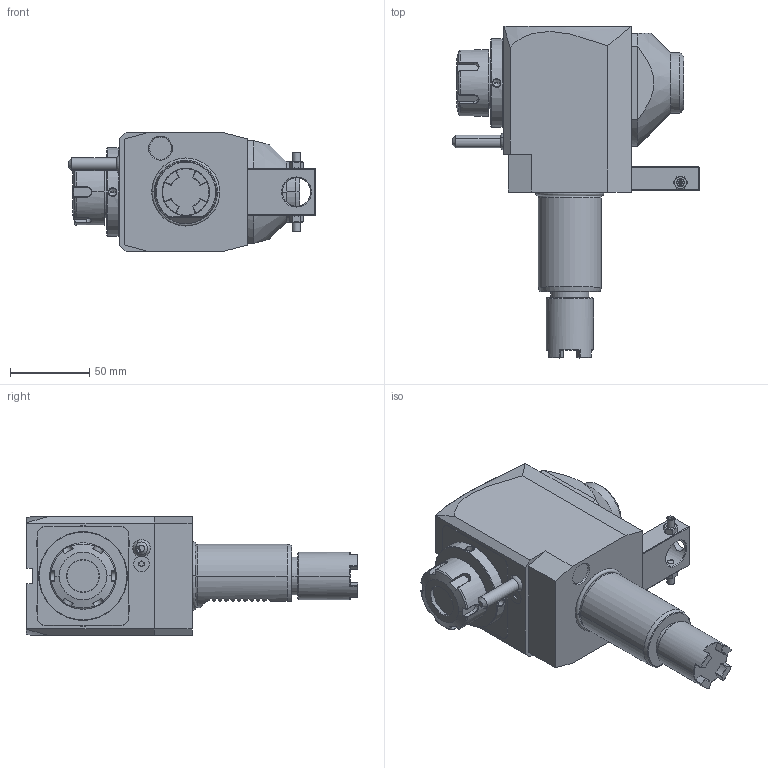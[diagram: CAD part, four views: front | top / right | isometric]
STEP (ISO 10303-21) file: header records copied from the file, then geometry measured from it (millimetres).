
FILE_DESCRIPTION((''),'2;1');
FILE_NAME('NGT1_40_251_25_3_2_69A','2022-02-15T',('vali'),('NOVA GRUP'),'PRO/ENGINEER BY PARAMETRIC TECHNOLOGY CORPORATION, 2010280','PRO/ENGINEER BY PARAMETRIC TECHNOLOGY CORPORATION, 2010280','');
FILE_SCHEMA(('CONFIG_CONTROL_DESIGN'));
Length unit declared in the file: millimetre
Products named in the file (1): NGT1_40_251_25_3_2_69A
Bounding box: 156.14 x 209.85 x 75 mm (x, y, z)
Volume: 862798.7 mm3; surface area: 74331.3 mm2
Topology: 1 solids, 1 shells, 465 faces, 1185 edges, 727 vertices
Faces by surface type: plane 216, cylinder 91, cone 87, bspline 54, torus 13, extrusion 2, sphere 2
Entity records: 19568 total; most frequent: CARTESIAN_POINT 9058, ORIENTED_EDGE 2330, DIRECTION 1899, EDGE_CURVE 1165, VERTEX_POINT 727, AXIS2_PLACEMENT_3D 645, VECTOR 609, LINE 607
